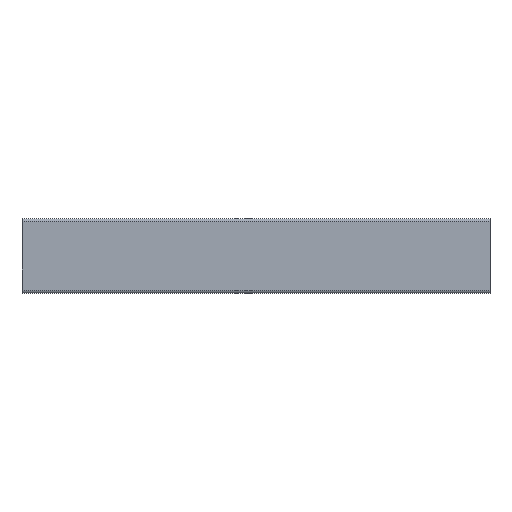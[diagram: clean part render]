
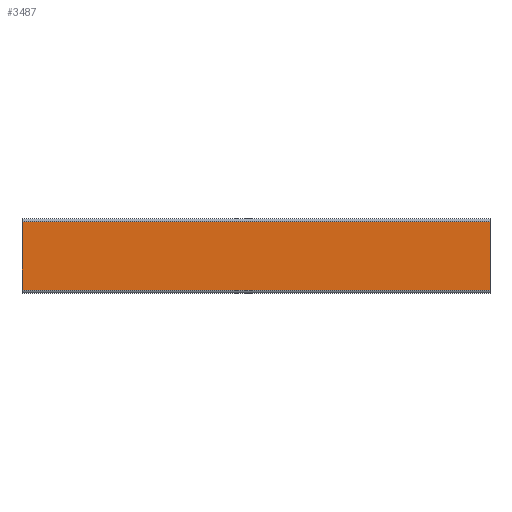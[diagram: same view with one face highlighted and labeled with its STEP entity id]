
A CAD part, top view. The second image highlights one B-rep face of the part: STEP entity #3487.
In plain terms, the highlighted planar face has unit normal (0, 0, 1).
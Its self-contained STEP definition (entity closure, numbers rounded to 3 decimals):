
#231 = AXIS2_PLACEMENT_3D ( 'NONE', #5545, #4003, #2581 ) ;
#254 = VECTOR ( 'NONE', #3217, 1000. ) ;
#341 = VECTOR ( 'NONE', #5541, 1000. ) ;
#623 = ORIENTED_EDGE ( 'NONE', *, *, #5627, .T. ) ;
#1028 = ORIENTED_EDGE ( 'NONE', *, *, #3006, .F. ) ;
#1159 = VECTOR ( 'NONE', #1316, 1000. ) ;
#1257 = EDGE_LOOP ( 'NONE', ( #623, #1028, #3430, #2226 ) ) ;
#1316 = DIRECTION ( 'NONE',  ( -1., 0., 0. ) ) ;
#1408 = VERTEX_POINT ( 'NONE', #6068 ) ;
#1437 = CARTESIAN_POINT ( 'NONE',  ( 500., 36.5, -2160. ) ) ;
#1742 = LINE ( 'NONE', #4113, #254 ) ;
#1930 = CARTESIAN_POINT ( 'NONE',  ( 500., 36.5, -2160. ) ) ;
#2109 = FACE_OUTER_BOUND ( 'NONE', #1257, .T. ) ;
#2204 = EDGE_CURVE ( 'NONE', #3383, #2739, #6054, .T. ) ;
#2226 = ORIENTED_EDGE ( 'NONE', *, *, #2754, .T. ) ;
#2415 = CARTESIAN_POINT ( 'NONE',  ( 500., -36.5, -2160. ) ) ;
#2521 = PLANE ( 'NONE',  #231 ) ;
#2581 = DIRECTION ( 'NONE',  ( -1., 0., 0. ) ) ;
#2739 = VERTEX_POINT ( 'NONE', #2415 ) ;
#2754 = EDGE_CURVE ( 'NONE', #3383, #6362, #5268, .T. ) ;
#3006 = EDGE_CURVE ( 'NONE', #2739, #1408, #3808, .T. ) ;
#3217 = DIRECTION ( 'NONE',  ( 0., -1., 0. ) ) ;
#3330 = DIRECTION ( 'NONE',  ( -1., 0., 0. ) ) ;
#3383 = VERTEX_POINT ( 'NONE', #1437 ) ;
#3430 = ORIENTED_EDGE ( 'NONE', *, *, #2204, .F. ) ;
#3487 = ADVANCED_FACE ( 'NONE', ( #2109 ), #2521, .F. ) ;
#3808 = LINE ( 'NONE', #4354, #4750 ) ;
#4003 = DIRECTION ( 'NONE',  ( 0., 0., -1. ) ) ;
#4093 = CARTESIAN_POINT ( 'NONE',  ( 500., 36.5, -2160. ) ) ;
#4113 = CARTESIAN_POINT ( 'NONE',  ( 0., 36.5, -2160. ) ) ;
#4354 = CARTESIAN_POINT ( 'NONE',  ( 500., -36.5, -2160. ) ) ;
#4750 = VECTOR ( 'NONE', #3330, 1000. ) ;
#5268 = LINE ( 'NONE', #1930, #1159 ) ;
#5368 = CARTESIAN_POINT ( 'NONE',  ( 0., 36.5, -2160. ) ) ;
#5541 = DIRECTION ( 'NONE',  ( 0., -1., 0. ) ) ;
#5545 = CARTESIAN_POINT ( 'NONE',  ( 500., 36.5, -2160. ) ) ;
#5627 = EDGE_CURVE ( 'NONE', #6362, #1408, #1742, .T. ) ;
#6054 = LINE ( 'NONE', #4093, #341 ) ;
#6068 = CARTESIAN_POINT ( 'NONE',  ( 0., -36.5, -2160. ) ) ;
#6362 = VERTEX_POINT ( 'NONE', #5368 ) ;
